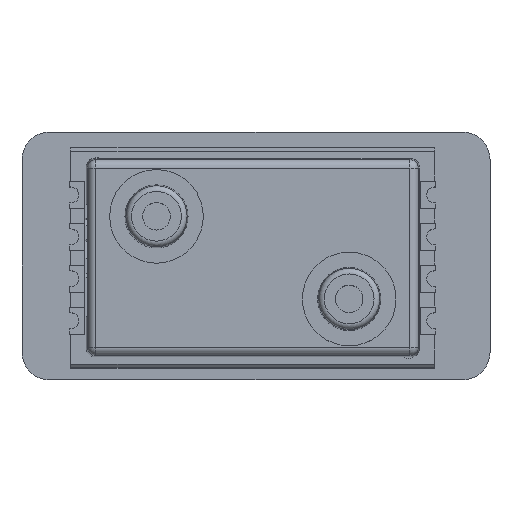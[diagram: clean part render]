
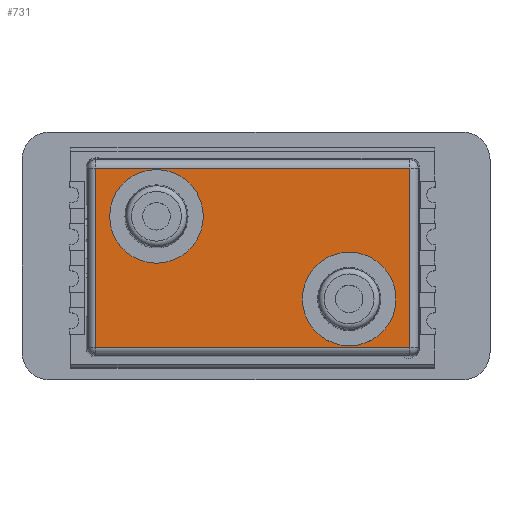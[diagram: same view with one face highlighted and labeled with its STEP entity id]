
A CAD part, top view. The second image highlights one B-rep face of the part: STEP entity #731.
In plain terms, the highlighted face is planar.
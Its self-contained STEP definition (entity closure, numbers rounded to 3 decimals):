
#710 = EDGE_CURVE('',#711,#711,#713,.T.);
#711 = VERTEX_POINT('',#712);
#712 = CARTESIAN_POINT('',(3.5,2.9,-0.2));
#713 = CIRCLE('',#714,1.7);
#714 = AXIS2_PLACEMENT_3D('',#715,#716,#717);
#715 = CARTESIAN_POINT('',(3.5,2.9,1.5));
#716 = DIRECTION('',(0.,-1.,0.));
#717 = DIRECTION('',(0.,0.,-1.));
#731 = ADVANCED_FACE('',(#732,#735,#746),#780,.F.);
#732 = FACE_BOUND('',#733,.T.);
#733 = EDGE_LOOP('',(#734));
#734 = ORIENTED_EDGE('',*,*,#710,.T.);
#735 = FACE_BOUND('',#736,.T.);
#736 = EDGE_LOOP('',(#737));
#737 = ORIENTED_EDGE('',*,*,#738,.T.);
#738 = EDGE_CURVE('',#739,#739,#741,.T.);
#739 = VERTEX_POINT('',#740);
#740 = CARTESIAN_POINT('',(-3.5,2.9,-3.2));
#741 = CIRCLE('',#742,1.7);
#742 = AXIS2_PLACEMENT_3D('',#743,#744,#745);
#743 = CARTESIAN_POINT('',(-3.5,2.9,-1.5));
#744 = DIRECTION('',(0.,-1.,0.));
#745 = DIRECTION('',(0.,0.,-1.));
#746 = FACE_BOUND('',#747,.T.);
#747 = EDGE_LOOP('',(#748,#758,#766,#774));
#748 = ORIENTED_EDGE('',*,*,#749,.F.);
#749 = EDGE_CURVE('',#750,#752,#754,.T.);
#750 = VERTEX_POINT('',#751);
#751 = CARTESIAN_POINT('',(5.705,2.9,-3.255));
#752 = VERTEX_POINT('',#753);
#753 = CARTESIAN_POINT('',(5.705,2.9,3.255));
#754 = LINE('',#755,#756);
#755 = CARTESIAN_POINT('',(5.705,2.9,0.));
#756 = VECTOR('',#757,1.);
#757 = DIRECTION('',(0.,0.,1.));
#758 = ORIENTED_EDGE('',*,*,#759,.F.);
#759 = EDGE_CURVE('',#760,#750,#762,.T.);
#760 = VERTEX_POINT('',#761);
#761 = CARTESIAN_POINT('',(-5.705,2.9,-3.255));
#762 = LINE('',#763,#764);
#763 = CARTESIAN_POINT('',(0.,2.9,-3.255));
#764 = VECTOR('',#765,1.);
#765 = DIRECTION('',(1.,0.,0.));
#766 = ORIENTED_EDGE('',*,*,#767,.F.);
#767 = EDGE_CURVE('',#768,#760,#770,.T.);
#768 = VERTEX_POINT('',#769);
#769 = CARTESIAN_POINT('',(-5.705,2.9,3.255));
#770 = LINE('',#771,#772);
#771 = CARTESIAN_POINT('',(-5.705,2.9,0.));
#772 = VECTOR('',#773,1.);
#773 = DIRECTION('',(0.,0.,-1.));
#774 = ORIENTED_EDGE('',*,*,#775,.F.);
#775 = EDGE_CURVE('',#752,#768,#776,.T.);
#776 = LINE('',#777,#778);
#777 = CARTESIAN_POINT('',(0.,2.9,3.255));
#778 = VECTOR('',#779,1.);
#779 = DIRECTION('',(-1.,0.,0.));
#780 = PLANE('',#781);
#781 = AXIS2_PLACEMENT_3D('',#782,#783,#784);
#782 = CARTESIAN_POINT('',(0.,2.9,0.));
#783 = DIRECTION('',(0.,-1.,0.));
#784 = DIRECTION('',(0.,0.,-1.));
